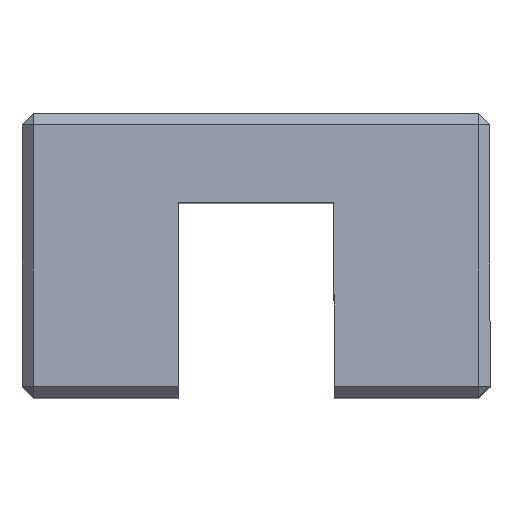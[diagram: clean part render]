
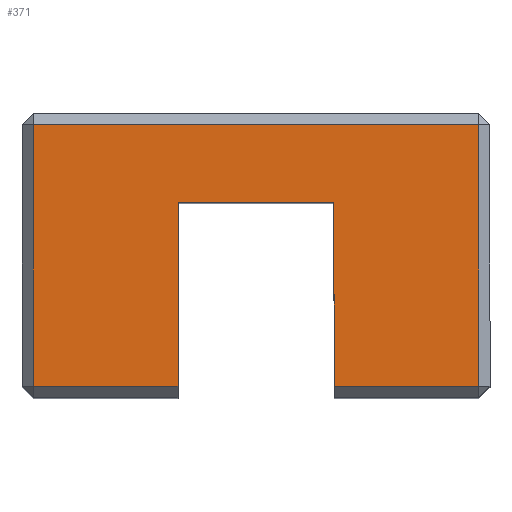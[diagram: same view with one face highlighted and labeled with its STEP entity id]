
A CAD part, top view. The second image highlights one B-rep face of the part: STEP entity #371.
In plain terms, the highlighted planar face has unit normal (0, 0, 1).
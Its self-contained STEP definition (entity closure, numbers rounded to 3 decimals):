
#37 = VERTEX_POINT ( 'NONE', #979 ) ;
#45 = VERTEX_POINT ( 'NONE', #967 ) ;
#48 = VERTEX_POINT ( 'NONE', #974 ) ;
#49 = VERTEX_POINT ( 'NONE', #975 ) ;
#50 = VERTEX_POINT ( 'NONE', #939 ) ;
#52 = VERTEX_POINT ( 'NONE', #976 ) ;
#58 = VERTEX_POINT ( 'NONE', #995 ) ;
#62 = VERTEX_POINT ( 'NONE', #993 ) ;
#137 = ORIENTED_EDGE ( 'NONE', *, *, #258, .T. ) ;
#138 = ORIENTED_EDGE ( 'NONE', *, *, #287, .T. ) ;
#144 = ORIENTED_EDGE ( 'NONE', *, *, #264, .T. ) ;
#145 = ORIENTED_EDGE ( 'NONE', *, *, #277, .T. ) ;
#146 = ORIENTED_EDGE ( 'NONE', *, *, #261, .T. ) ;
#164 = ORIENTED_EDGE ( 'NONE', *, *, #275, .T. ) ;
#205 = AXIS2_PLACEMENT_3D ( 'NONE', #1261, #1281, #1276 ) ;
#258 = EDGE_CURVE ( 'NONE', #58, #49, #654, .T. ) ;
#259 = EDGE_CURVE ( 'NONE', #62, #52, #650, .T. ) ;
#261 = EDGE_CURVE ( 'NONE', #50, #62, #692, .T. ) ;
#264 = EDGE_CURVE ( 'NONE', #49, #48, #682, .T. ) ;
#275 = EDGE_CURVE ( 'NONE', #48, #45, #671, .T. ) ;
#277 = EDGE_CURVE ( 'NONE', #45, #50, #675, .T. ) ;
#287 = EDGE_CURVE ( 'NONE', #37, #58, #750, .T. ) ;
#306 = EDGE_CURVE ( 'NONE', #52, #37, #716, .T. ) ;
#371 = ADVANCED_FACE ( 'NONE', ( #798 ), #1292, .T. ) ;
#451 = ORIENTED_EDGE ( 'NONE', *, *, #306, .T. ) ;
#467 = ORIENTED_EDGE ( 'NONE', *, *, #259, .T. ) ;
#593 = EDGE_LOOP ( 'NONE', ( #138, #137, #144, #164, #145, #146, #467, #451 ) ) ;
#639 = VECTOR ( 'NONE', #1030, 1000. ) ;
#646 = VECTOR ( 'NONE', #1033, 1000. ) ;
#650 = LINE ( 'NONE', #1032, #646 ) ;
#654 = LINE ( 'NONE', #1027, #639 ) ;
#664 = VECTOR ( 'NONE', #1044, 1000. ) ;
#671 = LINE ( 'NONE', #1065, #674 ) ;
#672 = VECTOR ( 'NONE', #1038, 1000. ) ;
#674 = VECTOR ( 'NONE', #1086, 1000. ) ;
#675 = LINE ( 'NONE', #1075, #686 ) ;
#682 = LINE ( 'NONE', #1040, #664 ) ;
#686 = VECTOR ( 'NONE', #1072, 1000. ) ;
#692 = LINE ( 'NONE', #1036, #672 ) ;
#716 = LINE ( 'NONE', #1158, #735 ) ;
#735 = VECTOR ( 'NONE', #1173, 1000. ) ;
#744 = VECTOR ( 'NONE', #1117, 1000. ) ;
#750 = LINE ( 'NONE', #1118, #744 ) ;
#798 = FACE_OUTER_BOUND ( 'NONE', #593, .T. ) ;
#939 = CARTESIAN_POINT ( 'NONE',  ( 7., 21.287, 56. ) ) ;
#967 = CARTESIAN_POINT ( 'NONE',  ( 7., 37.787, 56. ) ) ;
#974 = CARTESIAN_POINT ( 'NONE',  ( -7., 37.787, 56. ) ) ;
#975 = CARTESIAN_POINT ( 'NONE',  ( -7., 21.287, 56. ) ) ;
#976 = CARTESIAN_POINT ( 'NONE',  ( 20., 44.787, 56. ) ) ;
#979 = CARTESIAN_POINT ( 'NONE',  ( -20., 44.787, 56. ) ) ;
#993 = CARTESIAN_POINT ( 'NONE',  ( 20., 21.287, 56. ) ) ;
#995 = CARTESIAN_POINT ( 'NONE',  ( -20., 21.287, 56. ) ) ;
#1027 = CARTESIAN_POINT ( 'NONE',  ( -7., 21.287, 56. ) ) ;
#1030 = DIRECTION ( 'NONE',  ( 1., 0., 0. ) ) ;
#1032 = CARTESIAN_POINT ( 'NONE',  ( 20., 45.787, 56. ) ) ;
#1033 = DIRECTION ( 'NONE',  ( 0., 1., 0. ) ) ;
#1036 = CARTESIAN_POINT ( 'NONE',  ( 21., 21.287, 56. ) ) ;
#1038 = DIRECTION ( 'NONE',  ( 1., 0., 0. ) ) ;
#1040 = CARTESIAN_POINT ( 'NONE',  ( -7., 20.287, 56. ) ) ;
#1044 = DIRECTION ( 'NONE',  ( 0., 1., 0. ) ) ;
#1065 = CARTESIAN_POINT ( 'NONE',  ( -7., 37.787, 56. ) ) ;
#1072 = DIRECTION ( 'NONE',  ( 0., -1., 0. ) ) ;
#1075 = CARTESIAN_POINT ( 'NONE',  ( 7., 37.787, 56. ) ) ;
#1086 = DIRECTION ( 'NONE',  ( 1., 0., 0. ) ) ;
#1117 = DIRECTION ( 'NONE',  ( 0., -1., 0. ) ) ;
#1118 = CARTESIAN_POINT ( 'NONE',  ( -20., 20.287, 56. ) ) ;
#1158 = CARTESIAN_POINT ( 'NONE',  ( -21., 44.787, 56. ) ) ;
#1173 = DIRECTION ( 'NONE',  ( -1., 0., 0. ) ) ;
#1261 = CARTESIAN_POINT ( 'NONE',  ( 0., 0., 56. ) ) ;
#1276 = DIRECTION ( 'NONE',  ( 1., 0., 0. ) ) ;
#1281 = DIRECTION ( 'NONE',  ( 0., 0., 1. ) ) ;
#1292 = PLANE ( 'NONE',  #205 ) ;
